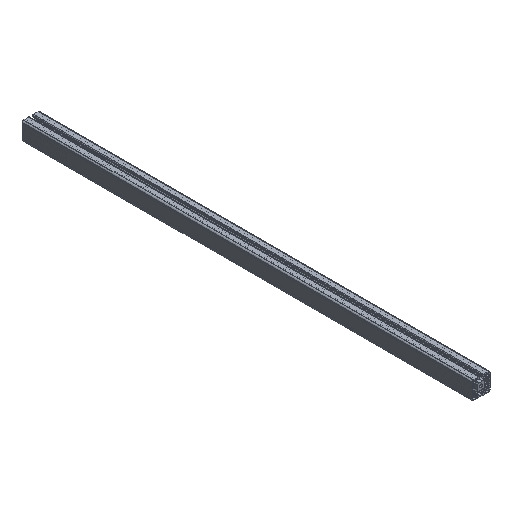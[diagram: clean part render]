
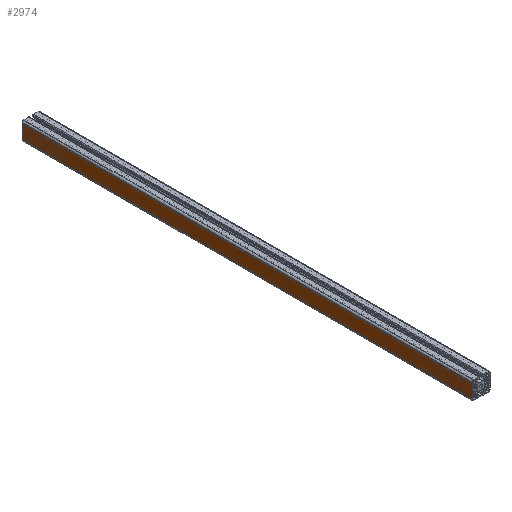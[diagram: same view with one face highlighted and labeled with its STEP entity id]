
A CAD part, isometric view. The second image highlights one B-rep face of the part: STEP entity #2974.
In plain terms, the highlighted planar face has unit normal (-1, 0, 0).
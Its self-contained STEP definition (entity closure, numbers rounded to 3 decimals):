
#95=PLANE('',#3285);
#238=FACE_OUTER_BOUND('',#387,.T.);
#387=EDGE_LOOP('',(#2417,#2418,#2419,#2420));
#678=LINE('',#5013,#965);
#679=LINE('',#5017,#966);
#680=LINE('',#5019,#967);
#681=LINE('',#5020,#968);
#965=VECTOR('',#4124,10.);
#966=VECTOR('',#4129,10.);
#967=VECTOR('',#4130,10.);
#968=VECTOR('',#4131,10.);
#1414=VERTEX_POINT('',#5010);
#1415=VERTEX_POINT('',#5012);
#1416=VERTEX_POINT('',#5016);
#1417=VERTEX_POINT('',#5018);
#1841=EDGE_CURVE('',#1414,#1415,#678,.T.);
#1843=EDGE_CURVE('',#1416,#1414,#679,.T.);
#1844=EDGE_CURVE('',#1416,#1417,#680,.T.);
#1845=EDGE_CURVE('',#1417,#1415,#681,.T.);
#2417=ORIENTED_EDGE('',*,*,#1843,.F.);
#2418=ORIENTED_EDGE('',*,*,#1844,.T.);
#2419=ORIENTED_EDGE('',*,*,#1845,.T.);
#2420=ORIENTED_EDGE('',*,*,#1841,.F.);
#2974=ADVANCED_FACE('',(#238),#95,.T.);
#3285=AXIS2_PLACEMENT_3D('',#5015,#4127,#4128);
#4124=DIRECTION('',(0.,1.,0.));
#4127=DIRECTION('center_axis',(-1.,0.,0.));
#4128=DIRECTION('ref_axis',(0.,0.,-1.));
#4129=DIRECTION('',(0.,0.,-1.));
#4130=DIRECTION('',(0.,1.,0.));
#4131=DIRECTION('',(0.,0.,-1.));
#5010=CARTESIAN_POINT('',(-20.,-500.,-16.));
#5012=CARTESIAN_POINT('',(-20.,500.,-16.));
#5013=CARTESIAN_POINT('',(-20.,0.,-16.));
#5015=CARTESIAN_POINT('Origin',(-20.,0.,16.));
#5016=CARTESIAN_POINT('',(-20.,-500.,16.));
#5017=CARTESIAN_POINT('',(-20.,-500.,8.));
#5018=CARTESIAN_POINT('',(-20.,500.,16.));
#5019=CARTESIAN_POINT('',(-20.,0.,16.));
#5020=CARTESIAN_POINT('',(-20.,500.,8.));
